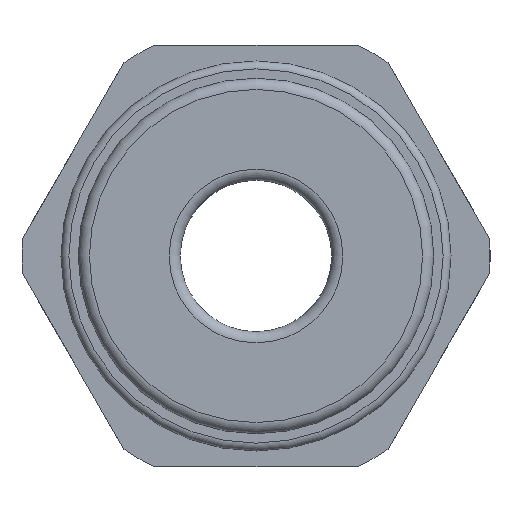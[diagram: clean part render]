
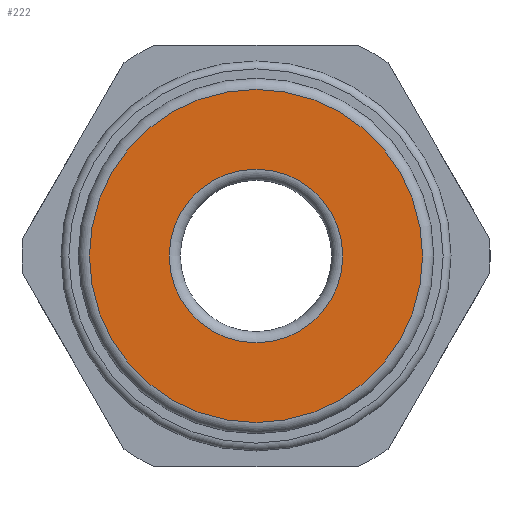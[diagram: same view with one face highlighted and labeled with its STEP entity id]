
A CAD part, left-side view. The second image highlights one B-rep face of the part: STEP entity #222.
In plain terms, the highlighted planar face has unit normal (-1, 0, 0).
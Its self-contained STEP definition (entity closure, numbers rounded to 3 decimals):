
#222 = ADVANCED_FACE( '', ( #469, #470 ), #471, .T. );
#469 = FACE_BOUND( '', #727, .T. );
#470 = FACE_OUTER_BOUND( '', #728, .T. );
#471 = PLANE( '', #729 );
#727 = EDGE_LOOP( '', ( #1318 ) );
#728 = EDGE_LOOP( '', ( #1319 ) );
#729 = AXIS2_PLACEMENT_3D( '', #1320, #1321, #1322 );
#1318 = ORIENTED_EDGE( '', *, *, #1594, .T. );
#1319 = ORIENTED_EDGE( '', *, *, #1666, .F. );
#1320 = CARTESIAN_POINT( '', ( 0., 20.925, 0. ) );
#1321 = DIRECTION( '', ( -1., 0., 0. ) );
#1322 = DIRECTION( '', ( 0., 0., 1. ) );
#1594 = EDGE_CURVE( '', #1949, #1949, #1950, .T. );
#1666 = EDGE_CURVE( '', #2035, #2035, #2036, .T. );
#1949 = VERTEX_POINT( '', #2454 );
#1950 = CIRCLE( '', #2455, 10.9 );
#2035 = VERTEX_POINT( '', #2598 );
#2036 = CIRCLE( '', #2599, 20.925 );
#2454 = CARTESIAN_POINT( '', ( 0., 0., -10.9 ) );
#2455 = AXIS2_PLACEMENT_3D( '', #2835, #2836, #2837 );
#2598 = CARTESIAN_POINT( '', ( 0., 0., -20.925 ) );
#2599 = AXIS2_PLACEMENT_3D( '', #2910, #2911, #2912 );
#2835 = CARTESIAN_POINT( '', ( 0., 0., 0. ) );
#2836 = DIRECTION( '', ( 1., 0., 0. ) );
#2837 = DIRECTION( '', ( 0., 0., -1. ) );
#2910 = CARTESIAN_POINT( '', ( 0., 0., 0. ) );
#2911 = DIRECTION( '', ( 1., 0., 0. ) );
#2912 = DIRECTION( '', ( 0., 0., -1. ) );
